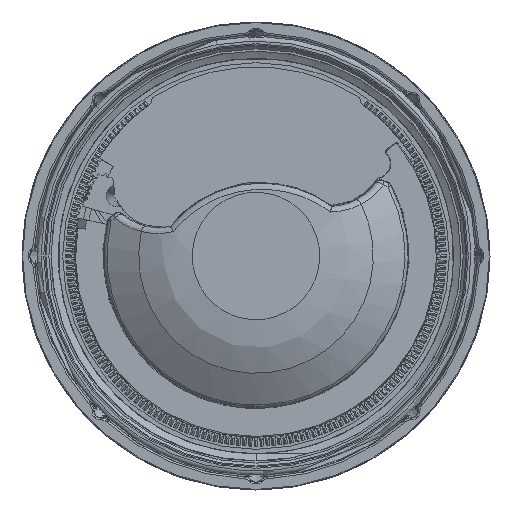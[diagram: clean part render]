
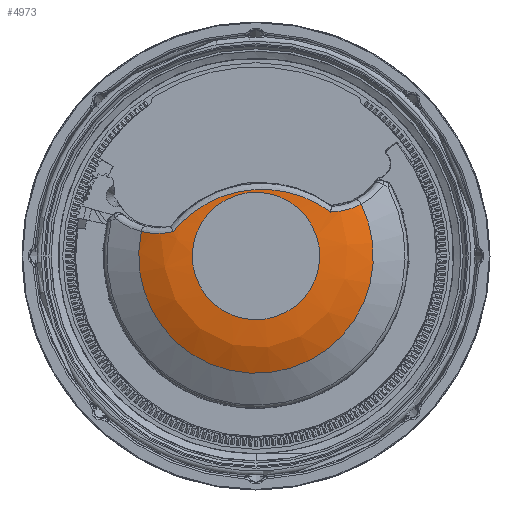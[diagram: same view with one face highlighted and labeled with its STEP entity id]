
A CAD part, front view. The second image highlights one B-rep face of the part: STEP entity #4973.
In plain terms, the highlighted free-form (B-spline) face has degree [2, 2] with [3, 9] control points.
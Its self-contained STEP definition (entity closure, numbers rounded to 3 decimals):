
#4761=CARTESIAN_POINT('',(16.684,-0.022,8.223));
#4762=VERTEX_POINT('',#4761);
#4763=CARTESIAN_POINT('',(-18.192,-0.022,3.874));
#4764=VERTEX_POINT('',#4763);
#4765=CARTESIAN_POINT('',(0.,-0.022,0.));
#4766=DIRECTION('',(0.,1.0,0.));
#4767=DIRECTION('',(0.124,0.,-0.992));
#4768=AXIS2_PLACEMENT_3D('',#4765,#4766,#4767);
#4769=CIRCLE('',#4768,18.6);
#4770=EDGE_CURVE('',#4762,#4764,#4769,.T.);
#4853=CARTESIAN_POINT('',(-13.124,-1.918,3.869));
#4854=VERTEX_POINT('',#4853);
#4855=CARTESIAN_POINT('',(-18.192,-0.022,3.874));
#4856=CARTESIAN_POINT('',(-17.425,-0.477,3.694));
#4857=CARTESIAN_POINT('',(-15.75,-1.273,3.48));
#4858=CARTESIAN_POINT('',(-13.994,-1.751,3.667));
#4859=CARTESIAN_POINT('',(-13.124,-1.918,3.869));
#4860=B_SPLINE_CURVE_WITH_KNOTS('',3,(#4855,#4856,#4857,#4858,#4859),.UNSPECIFIED.,.F.,.U.,(4,1,4),(-1.645,-1.388,-1.131),.UNSPECIFIED.);
#4861=EDGE_CURVE('',#4764,#4854,#4860,.T.);
#4894=CARTESIAN_POINT('',(-1.577,-0.016,-0.197));
#4895=CARTESIAN_POINT('',(-10.022,-4.939,-1.25));
#4896=CARTESIAN_POINT('',(-18.468,-0.016,-2.303));
#4897=CARTESIAN_POINT('',(-1.38,-0.016,-1.773));
#4898=CARTESIAN_POINT('',(-8.773,-4.939,-11.272));
#4899=CARTESIAN_POINT('',(-16.165,-0.016,-20.771));
#4900=CARTESIAN_POINT('',(0.197,-0.016,-1.577));
#4901=CARTESIAN_POINT('',(1.25,-4.939,-10.022));
#4902=CARTESIAN_POINT('',(2.303,-0.016,-18.468));
#4903=CARTESIAN_POINT('',(1.773,-0.016,-1.38));
#4904=CARTESIAN_POINT('',(11.272,-4.939,-8.773));
#4905=CARTESIAN_POINT('',(20.771,-0.016,-16.165));
#4906=CARTESIAN_POINT('',(1.577,-0.016,0.197));
#4907=CARTESIAN_POINT('',(10.022,-4.939,1.25));
#4908=CARTESIAN_POINT('',(18.468,-0.016,2.303));
#4909=CARTESIAN_POINT('',(1.38,-0.016,1.773));
#4910=CARTESIAN_POINT('',(8.773,-4.939,11.272));
#4911=CARTESIAN_POINT('',(16.165,-0.016,20.771));
#4912=CARTESIAN_POINT('',(-0.197,-0.016,1.577));
#4913=CARTESIAN_POINT('',(-1.25,-4.939,10.022));
#4914=CARTESIAN_POINT('',(-2.303,-0.016,18.468));
#4915=CARTESIAN_POINT('',(-1.773,-0.016,1.38));
#4916=CARTESIAN_POINT('',(-11.272,-4.939,8.773));
#4917=CARTESIAN_POINT('',(-20.771,-0.016,16.165));
#4918=CARTESIAN_POINT('',(-1.577,-0.016,-0.197));
#4919=CARTESIAN_POINT('',(-10.022,-4.939,-1.25));
#4920=CARTESIAN_POINT('',(-18.468,-0.016,-2.303));
#4928=(BOUNDED_SURFACE()B_SPLINE_SURFACE(2,2,((#4894,#4897,#4900,#4903,#4906,#4909,#4912,#4915,#4918),(#4895,#4898,#4901,#4904,#4907,#4910,#4913,#4916,#4919),(#4896,#4899,#4902,#4905,#4908,#4911,#4914,#4917,#4920)),.UNSPECIFIED.,.F.,.T.,.U.)B_SPLINE_SURFACE_WITH_KNOTS((3,3),(3,2,2,2,3),(-2.095,-1.046),(0.0,1.571,3.142,4.712,6.283),.UNSPECIFIED.)GEOMETRIC_REPRESENTATION_ITEM()RATIONAL_B_SPLINE_SURFACE(((1.0,0.707,1.0,0.707,1.0,0.707,1.0,0.707,1.0),(0.866,0.612,0.866,0.612,0.866,0.612,0.866,0.612,0.866),(1.0,0.707,1.0,0.707,1.0,0.707,1.0,0.707,1.0)))REPRESENTATION_ITEM('')SURFACE());
#4929=CARTESIAN_POINT('',(-9.879,-2.3,2.1));
#4930=VERTEX_POINT('',#4929);
#4931=CARTESIAN_POINT('',(0.,-2.3,0.));
#4932=DIRECTION('',(0.,1.0,0.));
#4933=DIRECTION('',(0.124,0.,-0.992));
#4934=AXIS2_PLACEMENT_3D('',#4931,#4932,#4933);
#4935=CIRCLE('',#4934,10.1);
#4936=EDGE_CURVE('',#4930,#4930,#4935,.T.);
#4937=ORIENTED_EDGE('',*,*,#4936,.T.);
#4938=EDGE_LOOP('',(#4937));
#4939=FACE_OUTER_BOUND('',#4938,.T.);
#4940=ORIENTED_EDGE('',*,*,#4861,.F.);
#4941=ORIENTED_EDGE('',*,*,#4770,.F.);
#4942=CARTESIAN_POINT('',(11.772,-1.918,6.973));
#4943=VERTEX_POINT('',#4942);
#4944=CARTESIAN_POINT('',(11.772,-1.918,6.973));
#4945=CARTESIAN_POINT('',(12.665,-1.751,6.991));
#4946=CARTESIAN_POINT('',(14.413,-1.273,7.241));
#4947=CARTESIAN_POINT('',(15.984,-0.477,7.859));
#4948=CARTESIAN_POINT('',(16.684,-0.022,8.223));
#4949=B_SPLINE_CURVE_WITH_KNOTS('',3,(#4944,#4945,#4946,#4947,#4948),.UNSPECIFIED.,.F.,.U.,(4,1,4),(-0.514,-0.257,0.0),.UNSPECIFIED.);
#4950=EDGE_CURVE('',#4943,#4762,#4949,.T.);
#4951=ORIENTED_EDGE('',*,*,#4950,.F.);
#4952=CARTESIAN_POINT('',(-11.973,-2.044,5.162));
#4953=VERTEX_POINT('',#4952);
#4954=CARTESIAN_POINT('',(-11.974,-2.043,5.158));
#4955=CARTESIAN_POINT('',(-10.511,-2.173,6.646));
#4956=CARTESIAN_POINT('',(-6.595,-2.308,9.44));
#4957=CARTESIAN_POINT('',(0.635,-2.294,11.129));
#4958=CARTESIAN_POINT('',(7.226,-2.267,9.822));
#4959=CARTESIAN_POINT('',(10.706,-2.028,7.773));
#4960=CARTESIAN_POINT('',(11.772,-1.918,6.973));
#4961=B_SPLINE_CURVE_WITH_KNOTS('',3,(#4954,#4955,#4956,#4957,#4958,#4959,#4960),.UNSPECIFIED.,.F.,.U.,(4,1,1,1,4),(-4.076,-3.464,-2.684,-1.903,-1.512),.UNSPECIFIED.);
#4962=EDGE_CURVE('',#4953,#4943,#4961,.T.);
#4963=ORIENTED_EDGE('',*,*,#4962,.F.);
#4964=CARTESIAN_POINT('',(-11.974,-2.043,5.158));
#4965=CARTESIAN_POINT('',(-12.378,-2.007,4.748));
#4966=CARTESIAN_POINT('',(-12.762,-1.966,4.317));
#4967=CARTESIAN_POINT('',(-13.124,-1.918,3.869));
#4968=B_SPLINE_CURVE_WITH_KNOTS('',3,(#4964,#4965,#4966,#4967),.UNSPECIFIED.,.F.,.U.,(4,4),(4.076,4.245),.UNSPECIFIED.);
#4969=EDGE_CURVE('',#4953,#4854,#4968,.T.);
#4970=ORIENTED_EDGE('',*,*,#4969,.T.);
#4971=EDGE_LOOP('',(#4940,#4941,#4951,#4963,#4970));
#4972=FACE_BOUND('',#4971,.T.);
#4973=ADVANCED_FACE('',(#4939,#4972),#4928,.T.);
